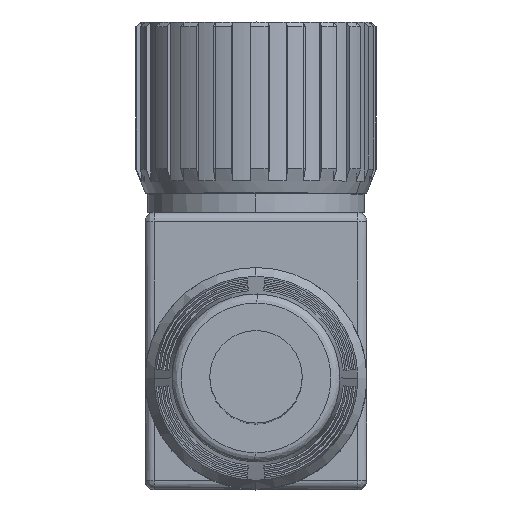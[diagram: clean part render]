
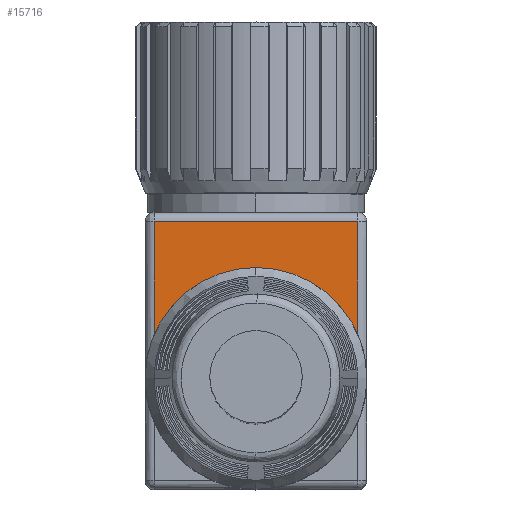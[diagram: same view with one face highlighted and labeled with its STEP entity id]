
A CAD part, top view. The second image highlights one B-rep face of the part: STEP entity #15716.
In plain terms, the highlighted planar face has unit normal (0, 0, 1).
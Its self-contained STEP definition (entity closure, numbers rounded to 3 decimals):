
#3518 = CARTESIAN_POINT ( 'NONE',  ( 11., -33.477, 14. ) ) ;
#3520 = CARTESIAN_POINT ( 'NONE',  ( -11., -33.477, 14. ) ) ;
#5258 = AXIS2_PLACEMENT_3D ( 'NONE', #22432, #22438, #22439 ) ;
#5550 = VERTEX_POINT ( 'NONE', #16922 ) ;
#5645 = VERTEX_POINT ( 'NONE', #29733 ) ;
#5761 = CIRCLE ( 'NONE', #9957, 12. ) ;
#6865 = CARTESIAN_POINT ( 'NONE',  ( -12., -33.477, 14. ) ) ;
#6866 = DIRECTION ( 'NONE',  ( -1., 0., 0. ) ) ;
#6932 = CARTESIAN_POINT ( 'NONE',  ( 11., -62.477, 14. ) ) ;
#6941 = DIRECTION ( 'NONE',  ( 0., 1., 0. ) ) ;
#7002 = CARTESIAN_POINT ( 'NONE',  ( -11., 7.221, 14. ) ) ;
#7003 = DIRECTION ( 'NONE',  ( 0., 1., 0. ) ) ;
#7319 = EDGE_CURVE ( 'NONE', #5550, #5645, #5761, .T. ) ;
#8510 = EDGE_CURVE ( 'NONE', #23906, #23908, #28025, .T. ) ;
#8548 = EDGE_CURVE ( 'NONE', #5550, #23906, #27963, .T. ) ;
#8596 = EDGE_CURVE ( 'NONE', #5645, #23908, #27905, .T. ) ;
#8625 = FACE_OUTER_BOUND ( 'NONE', #24483, .T. ) ;
#9957 = AXIS2_PLACEMENT_3D ( 'NONE', #25407, #25409, #25411 ) ;
#15716 = ADVANCED_FACE ( 'NONE', ( #8625 ), #22436, .T. ) ;
#16922 = CARTESIAN_POINT ( 'NONE',  ( 11., -45.681, 14. ) ) ;
#22432 = CARTESIAN_POINT ( 'NONE',  ( -12., -62.477, 14. ) ) ;
#22436 = PLANE ( 'NONE',  #5258 ) ;
#22438 = DIRECTION ( 'NONE',  ( 0., 0., 1. ) ) ;
#22439 = DIRECTION ( 'NONE',  ( 1., 0., 0. ) ) ;
#23753 = ORIENTED_EDGE ( 'NONE', *, *, #8548, .T. ) ;
#23754 = ORIENTED_EDGE ( 'NONE', *, *, #8510, .T. ) ;
#23755 = ORIENTED_EDGE ( 'NONE', *, *, #8596, .F. ) ;
#23756 = ORIENTED_EDGE ( 'NONE', *, *, #7319, .F. ) ;
#23906 = VERTEX_POINT ( 'NONE', #3518 ) ;
#23908 = VERTEX_POINT ( 'NONE', #3520 ) ;
#24483 = EDGE_LOOP ( 'NONE', ( #23753, #23754, #23755, #23756 ) ) ;
#25407 = CARTESIAN_POINT ( 'NONE',  ( 0., -50.477, 14. ) ) ;
#25409 = DIRECTION ( 'NONE',  ( 0., 0., 1. ) ) ;
#25411 = DIRECTION ( 'NONE',  ( 1., 0., 0. ) ) ;
#27900 = VECTOR ( 'NONE', #7003, 1000. ) ;
#27905 = LINE ( 'NONE', #7002, #27900 ) ;
#27958 = VECTOR ( 'NONE', #6941, 1000. ) ;
#27963 = LINE ( 'NONE', #6932, #27958 ) ;
#28008 = VECTOR ( 'NONE', #6866, 1000. ) ;
#28025 = LINE ( 'NONE', #6865, #28008 ) ;
#29733 = CARTESIAN_POINT ( 'NONE',  ( -11., -45.681, 14. ) ) ;
